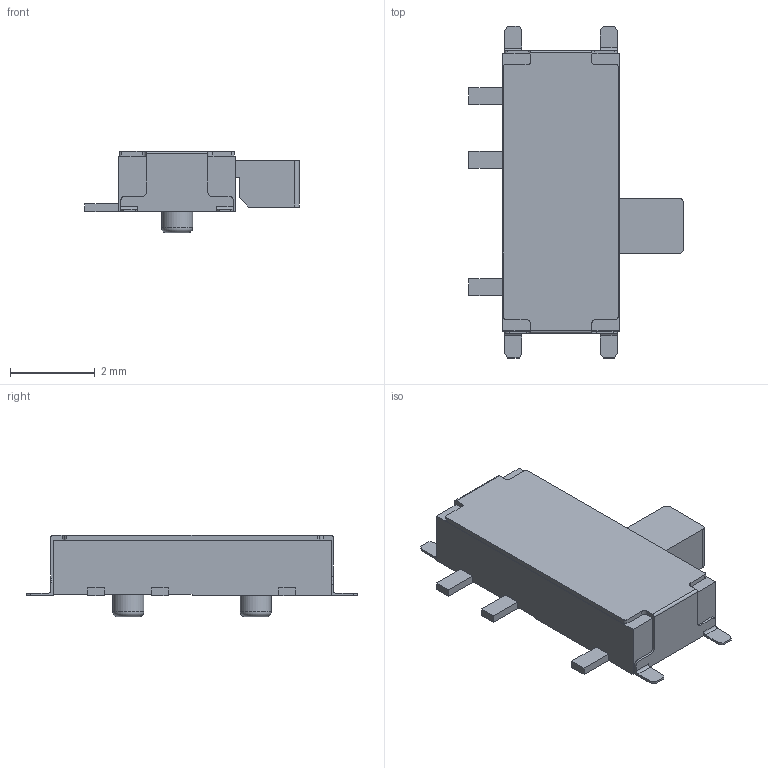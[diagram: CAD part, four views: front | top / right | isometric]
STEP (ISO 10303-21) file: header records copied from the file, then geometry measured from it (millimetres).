
FILE_DESCRIPTION(/* description */ ('Unknown'),/* implementation_level */ '2;1');
FILE_NAME(/* name */ 'SLW-66527511-SMT-TR',/* time_stamp */ '2024-01-03T10:15:31+02:00',/* author */ ('Unknown'),/* organization */ ('Unknown'),/* preprocessor_version */ 'ST-DEVELOPER v18.102',/* originating_system */ 'Solid Edge',/* authorisation */ 'Unknown');
FILE_SCHEMA (('AUTOMOTIVE_DESIGN {1 0 10303 214 3 1 1}'));
Length unit declared in the file: millimetre
Products named in the file (1): SLW-66527511-SMT-TR
Bounding box: 5.05 x 7.81 x 1.92 mm (x, y, z)
Volume: 28 mm3; surface area: 79.4 mm2
Topology: 1 solids, 1 shells, 115 faces, 318 edges, 209 vertices
Faces by surface type: plane 87, cylinder 26, torus 2
Full cylindrical faces by diameter (mm): 0.73 x2
Entity records: 4435 total; most frequent: CARTESIAN_POINT 637, ORIENTED_EDGE 626, DIRECTION 599, EDGE_CURVE 313, LINE 259, VECTOR 259, VERTEX_POINT 208, AXIS2_PLACEMENT_3D 170
